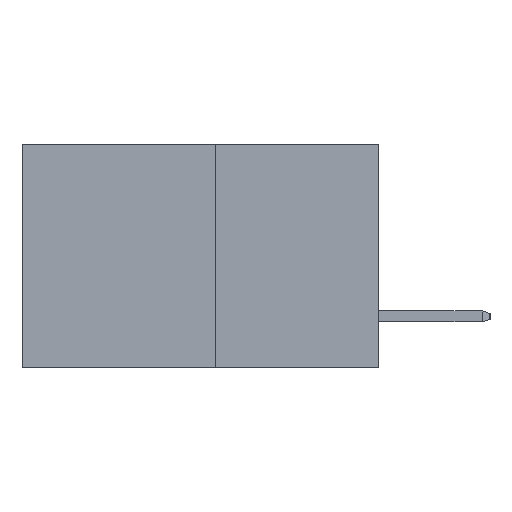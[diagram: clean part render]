
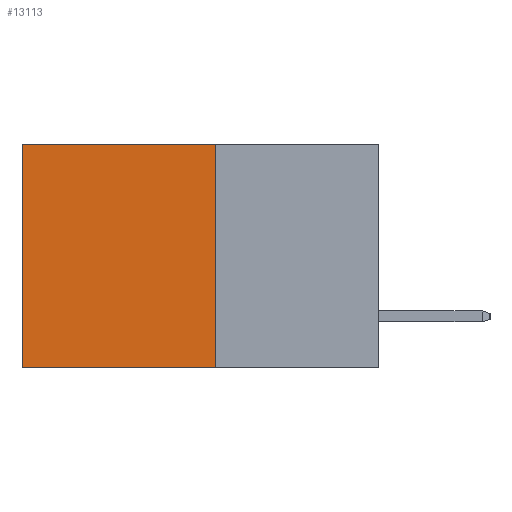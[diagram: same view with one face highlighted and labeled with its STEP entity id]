
A CAD part, left-side view. The second image highlights one B-rep face of the part: STEP entity #13113.
In plain terms, the highlighted planar face has unit normal (-1, 0, 0).
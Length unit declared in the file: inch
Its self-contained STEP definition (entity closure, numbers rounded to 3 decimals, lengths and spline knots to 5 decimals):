
#754 = ORIENTED_EDGE ( 'NONE', *, *, #5167, .T. ) ;
#1556 = PLANE ( 'NONE',  #18157 ) ;
#3305 = DIRECTION ( 'NONE',  ( 1., 0., 0. ) ) ;
#3386 = CARTESIAN_POINT ( 'NONE',  ( 0.277, 0.27, 0. ) ) ;
#3677 = DIRECTION ( 'NONE',  ( 0., 1., 0. ) ) ;
#3683 = CARTESIAN_POINT ( 'NONE',  ( 0.277, 0.27, -0.37 ) ) ;
#3757 = LINE ( 'NONE', #4189, #20449 ) ;
#3939 = ORIENTED_EDGE ( 'NONE', *, *, #8600, .F. ) ;
#4189 = CARTESIAN_POINT ( 'NONE',  ( 0.277, 0.27, -0.37 ) ) ;
#5167 = EDGE_CURVE ( 'NONE', #11458, #8322, #10464, .T. ) ;
#5312 = ORIENTED_EDGE ( 'NONE', *, *, #19199, .F. ) ;
#5919 = VECTOR ( 'NONE', #13386, 39.37008 ) ;
#6003 = CARTESIAN_POINT ( 'NONE',  ( 0.277, 0.59, -0.37 ) ) ;
#6889 = LINE ( 'NONE', #3683, #19597 ) ;
#7287 = EDGE_LOOP ( 'NONE', ( #11631, #3939, #5312, #754 ) ) ;
#7742 = DIRECTION ( 'NONE',  ( 0., 0., -1. ) ) ;
#7784 = CARTESIAN_POINT ( 'NONE',  ( 0.277, 0.59, 0. ) ) ;
#8322 = VERTEX_POINT ( 'NONE', #7784 ) ;
#8440 = VECTOR ( 'NONE', #7742, 39.37008 ) ;
#8600 = EDGE_CURVE ( 'NONE', #16892, #11570, #6889, .T. ) ;
#8959 = LINE ( 'NONE', #6003, #8440 ) ;
#10464 = LINE ( 'NONE', #13527, #5919 ) ;
#11458 = VERTEX_POINT ( 'NONE', #3386 ) ;
#11570 = VERTEX_POINT ( 'NONE', #13850 ) ;
#11631 = ORIENTED_EDGE ( 'NONE', *, *, #17457, .T. ) ;
#11805 = CARTESIAN_POINT ( 'NONE',  ( 0.277, 0.27, -0.37 ) ) ;
#13113 = ADVANCED_FACE ( 'NONE', ( #14535 ), #1556, .F. ) ;
#13386 = DIRECTION ( 'NONE',  ( 0., 1., 0. ) ) ;
#13527 = CARTESIAN_POINT ( 'NONE',  ( 0.277, 0.27, 0. ) ) ;
#13850 = CARTESIAN_POINT ( 'NONE',  ( 0.277, 0.59, -0.37 ) ) ;
#14275 = DIRECTION ( 'NONE',  ( 0., 0., -1. ) ) ;
#14535 = FACE_OUTER_BOUND ( 'NONE', #7287, .T. ) ;
#15079 = DIRECTION ( 'NONE',  ( 0., 0., -1. ) ) ;
#16892 = VERTEX_POINT ( 'NONE', #19394 ) ;
#17457 = EDGE_CURVE ( 'NONE', #8322, #11570, #8959, .T. ) ;
#18157 = AXIS2_PLACEMENT_3D ( 'NONE', #11805, #3305, #15079 ) ;
#19199 = EDGE_CURVE ( 'NONE', #11458, #16892, #3757, .T. ) ;
#19394 = CARTESIAN_POINT ( 'NONE',  ( 0.277, 0.27, -0.37 ) ) ;
#19597 = VECTOR ( 'NONE', #3677, 39.37008 ) ;
#20449 = VECTOR ( 'NONE', #14275, 39.37008 ) ;
